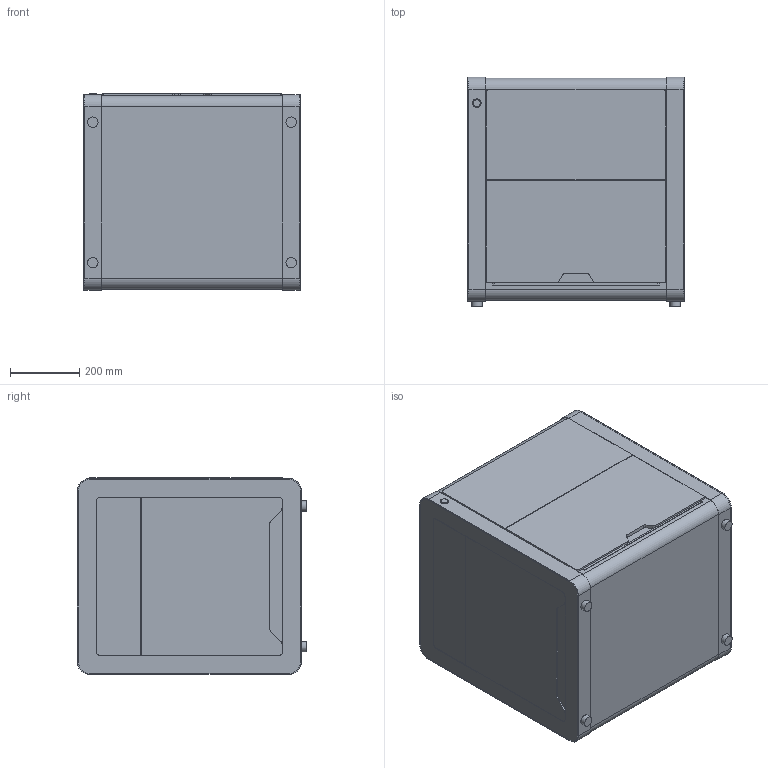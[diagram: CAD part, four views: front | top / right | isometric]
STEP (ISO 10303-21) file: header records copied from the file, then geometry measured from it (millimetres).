
FILE_DESCRIPTION(/* description */ ('STEP AP214'),/* implementation_level */ '2;1');
FILE_NAME(/* name */ '00_OT-2 Reference Model Basic.ipt.step',/* time_stamp */ '2022-11-29T07:47:08+01:00',/* author */ (''),/* organization */ (''),/* preprocessor_version */ 'ST-DEVELOPER v18.1',/* originating_system */ 'Autodesk Inventor 2022',/* authorisation */ '');
FILE_SCHEMA (('AUTOMOTIVE_DESIGN { 1 0 10303 214 3 1 1 }'));
Length unit declared in the file: millimetre
Products named in the file (1): OT-2 Reference Model Basic
Bounding box: 624.3 x 662 x 567.45 mm (x, y, z)
Volume: 224551903.3 mm3; surface area: 2320045.2 mm2
Topology: 1 solids, 1 shells, 169 faces, 455 edges, 303 vertices
Faces by surface type: plane 105, cylinder 63, cone 1
Full cylindrical faces by diameter (mm): 25 x1, 30 x4
Entity records: 5376 total; most frequent: CARTESIAN_POINT 937, DIRECTION 926, ORIENTED_EDGE 910, EDGE_CURVE 455, LINE 324, VECTOR 324, VERTEX_POINT 303, AXIS2_PLACEMENT_3D 301
